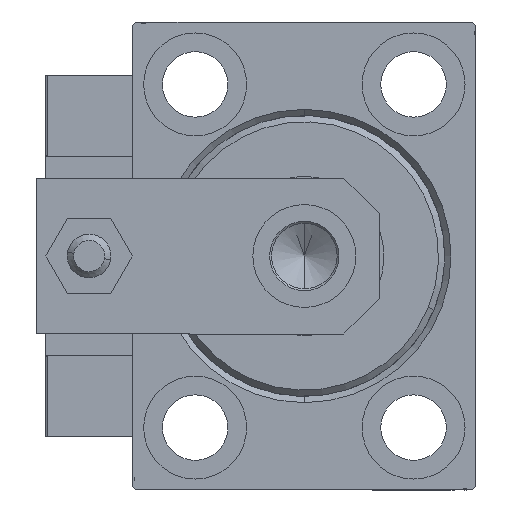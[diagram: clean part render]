
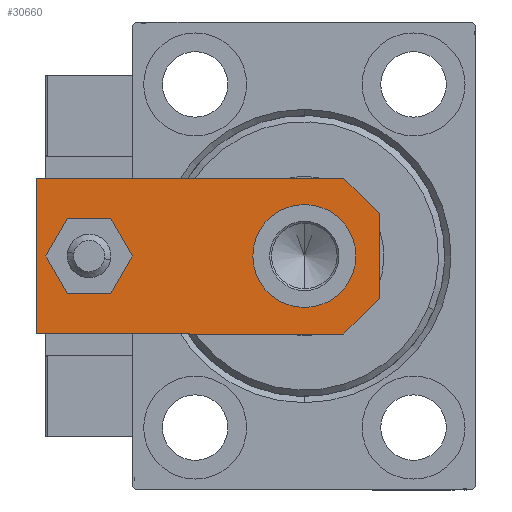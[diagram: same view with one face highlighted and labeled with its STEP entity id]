
A CAD part, left-side view. The second image highlights one B-rep face of the part: STEP entity #30660.
In plain terms, the highlighted face is planar.
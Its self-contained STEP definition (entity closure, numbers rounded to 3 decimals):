
#93 = CARTESIAN_POINT ( 'NONE',  ( -6.84, 0., 6. ) ) ;
#185 = DIRECTION ( 'NONE',  ( 0., 0., 1. ) ) ;
#336 = EDGE_CURVE ( 'NONE', #38249, #6543, #40050, .T. ) ;
#559 = CARTESIAN_POINT ( 'NONE',  ( -8.25, 12., 6. ) ) ;
#1177 = CARTESIAN_POINT ( 'NONE',  ( 0., 0., 6. ) ) ;
#1985 = CARTESIAN_POINT ( 'NONE',  ( 8.25, 12., 6. ) ) ;
#2363 = DIRECTION ( 'NONE',  ( 0.707, 0.707, 0. ) ) ;
#2381 = LINE ( 'NONE', #32800, #39750 ) ;
#2493 = VERTEX_POINT ( 'NONE', #23876 ) ;
#2924 = LINE ( 'NONE', #18352, #43952 ) ;
#3201 = ORIENTED_EDGE ( 'NONE', *, *, #18327, .T. ) ;
#3585 = ORIENTED_EDGE ( 'NONE', *, *, #19205, .F. ) ;
#3644 = CARTESIAN_POINT ( 'NONE',  ( -12.5, 55., 6. ) ) ;
#3979 = DIRECTION ( 'NONE',  ( 1., 0., 0. ) ) ;
#5658 = VERTEX_POINT ( 'NONE', #21046 ) ;
#6543 = VERTEX_POINT ( 'NONE', #559 ) ;
#7581 = VERTEX_POINT ( 'NONE', #26503 ) ;
#7621 = EDGE_CURVE ( 'NONE', #5658, #49557, #45710, .T. ) ;
#7993 = LINE ( 'NONE', #22953, #17269 ) ;
#8262 = VECTOR ( 'NONE', #11364, 1000. ) ;
#8765 = PLANE ( 'NONE',  #42150 ) ;
#9280 = AXIS2_PLACEMENT_3D ( 'NONE', #34484, #18986, #26859 ) ;
#9797 = CARTESIAN_POINT ( 'NONE',  ( 0., 12., 6. ) ) ;
#10365 = ORIENTED_EDGE ( 'NONE', *, *, #41682, .T. ) ;
#10635 = AXIS2_PLACEMENT_3D ( 'NONE', #9797, #47857, #13093 ) ;
#11364 = DIRECTION ( 'NONE',  ( 1., 0., 0. ) ) ;
#11908 = CARTESIAN_POINT ( 'NONE',  ( -4., 46.5, 6. ) ) ;
#11974 = AXIS2_PLACEMENT_3D ( 'NONE', #45989, #23123, #38112 ) ;
#13093 = DIRECTION ( 'NONE',  ( 1., 0., 0. ) ) ;
#14138 = DIRECTION ( 'NONE',  ( 0.707, -0.707, 0. ) ) ;
#16162 = ORIENTED_EDGE ( 'NONE', *, *, #25577, .F. ) ;
#17269 = VECTOR ( 'NONE', #23445, 1000. ) ;
#17554 = DIRECTION ( 'NONE',  ( -1., 0., 0. ) ) ;
#17579 = VECTOR ( 'NONE', #2363, 1000. ) ;
#18327 = EDGE_CURVE ( 'NONE', #47259, #37419, #2381, .T. ) ;
#18352 = CARTESIAN_POINT ( 'NONE',  ( 12.5, 0., 6. ) ) ;
#18986 = DIRECTION ( 'NONE',  ( 0., 0., 1. ) ) ;
#19205 = EDGE_CURVE ( 'NONE', #6543, #38249, #21139, .T. ) ;
#20473 = EDGE_CURVE ( 'NONE', #26520, #5658, #27321, .T. ) ;
#21046 = CARTESIAN_POINT ( 'NONE',  ( 6.84, 0., 6. ) ) ;
#21139 = CIRCLE ( 'NONE', #10635, 8.25 ) ;
#21691 = EDGE_LOOP ( 'NONE', ( #10365, #43440, #21849, #25264, #22388, #3201 ) ) ;
#21849 = ORIENTED_EDGE ( 'NONE', *, *, #20473, .T. ) ;
#22388 = ORIENTED_EDGE ( 'NONE', *, *, #39377, .T. ) ;
#22953 = CARTESIAN_POINT ( 'NONE',  ( -12.5, 55., 6. ) ) ;
#23123 = DIRECTION ( 'NONE',  ( 0., 0., 1. ) ) ;
#23445 = DIRECTION ( 'NONE',  ( 0., -1., 0. ) ) ;
#23876 = CARTESIAN_POINT ( 'NONE',  ( 4., 46.5, 6. ) ) ;
#24337 = CARTESIAN_POINT ( 'NONE',  ( 0., 46.5, 6. ) ) ;
#24762 = CARTESIAN_POINT ( 'NONE',  ( 12.5, 55., 6. ) ) ;
#25264 = ORIENTED_EDGE ( 'NONE', *, *, #7621, .T. ) ;
#25565 = CARTESIAN_POINT ( 'NONE',  ( 12.5, 5.66, 6. ) ) ;
#25577 = EDGE_CURVE ( 'NONE', #2493, #42442, #27348, .T. ) ;
#26503 = CARTESIAN_POINT ( 'NONE',  ( -12.5, 5.66, 6. ) ) ;
#26520 = VERTEX_POINT ( 'NONE', #93 ) ;
#26695 = ORIENTED_EDGE ( 'NONE', *, *, #27688, .F. ) ;
#26859 = DIRECTION ( 'NONE',  ( 1., 0., 0. ) ) ;
#27283 = FACE_BOUND ( 'NONE', #44814, .T. ) ;
#27321 = LINE ( 'NONE', #39484, #8262 ) ;
#27348 = CIRCLE ( 'NONE', #11974, 4. ) ;
#27688 = EDGE_CURVE ( 'NONE', #42442, #2493, #31484, .T. ) ;
#30543 = DIRECTION ( 'NONE',  ( 0., 1., 0. ) ) ;
#30660 = ADVANCED_FACE ( 'NONE', ( #27283, #35150, #38705 ), #8765, .T. ) ;
#31025 = DIRECTION ( 'NONE',  ( 0., 0., 1. ) ) ;
#31484 = CIRCLE ( 'NONE', #34753, 4. ) ;
#32800 = CARTESIAN_POINT ( 'NONE',  ( 12.5, 55., 6. ) ) ;
#33531 = CARTESIAN_POINT ( 'NONE',  ( 3.42, -3.42, 6. ) ) ;
#34484 = CARTESIAN_POINT ( 'NONE',  ( 0., 12., 6. ) ) ;
#34753 = AXIS2_PLACEMENT_3D ( 'NONE', #24337, #31025, #47690 ) ;
#35150 = FACE_OUTER_BOUND ( 'NONE', #21691, .T. ) ;
#37315 = ORIENTED_EDGE ( 'NONE', *, *, #336, .F. ) ;
#37419 = VERTEX_POINT ( 'NONE', #3644 ) ;
#38112 = DIRECTION ( 'NONE',  ( 1., 0., 0. ) ) ;
#38249 = VERTEX_POINT ( 'NONE', #1985 ) ;
#38705 = FACE_BOUND ( 'NONE', #43213, .T. ) ;
#39377 = EDGE_CURVE ( 'NONE', #49557, #47259, #2924, .T. ) ;
#39484 = CARTESIAN_POINT ( 'NONE',  ( -12.5, 0., 6. ) ) ;
#39750 = VECTOR ( 'NONE', #17554, 1000. ) ;
#40050 = CIRCLE ( 'NONE', #9280, 8.25 ) ;
#41039 = LINE ( 'NONE', #48915, #43434 ) ;
#41682 = EDGE_CURVE ( 'NONE', #37419, #7581, #7993, .T. ) ;
#42150 = AXIS2_PLACEMENT_3D ( 'NONE', #1177, #185, #3979 ) ;
#42442 = VERTEX_POINT ( 'NONE', #11908 ) ;
#43213 = EDGE_LOOP ( 'NONE', ( #3585, #37315 ) ) ;
#43434 = VECTOR ( 'NONE', #14138, 1000. ) ;
#43440 = ORIENTED_EDGE ( 'NONE', *, *, #49563, .T. ) ;
#43952 = VECTOR ( 'NONE', #30543, 1000. ) ;
#44814 = EDGE_LOOP ( 'NONE', ( #26695, #16162 ) ) ;
#45710 = LINE ( 'NONE', #33531, #17579 ) ;
#45989 = CARTESIAN_POINT ( 'NONE',  ( 0., 46.5, 6. ) ) ;
#47259 = VERTEX_POINT ( 'NONE', #24762 ) ;
#47690 = DIRECTION ( 'NONE',  ( 1., 0., 0. ) ) ;
#47857 = DIRECTION ( 'NONE',  ( 0., 0., 1. ) ) ;
#48915 = CARTESIAN_POINT ( 'NONE',  ( -3.42, -3.42, 6. ) ) ;
#49557 = VERTEX_POINT ( 'NONE', #25565 ) ;
#49563 = EDGE_CURVE ( 'NONE', #7581, #26520, #41039, .T. ) ;
